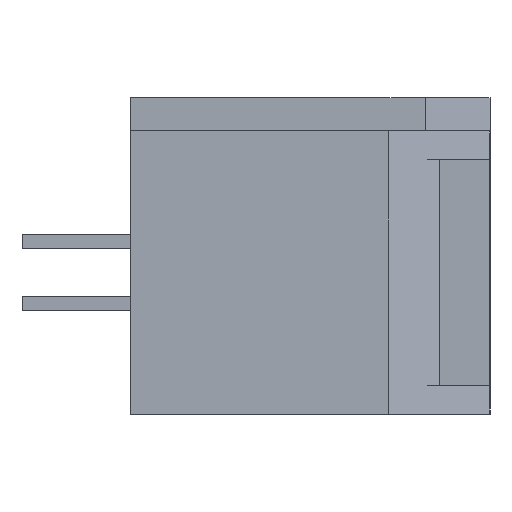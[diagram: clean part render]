
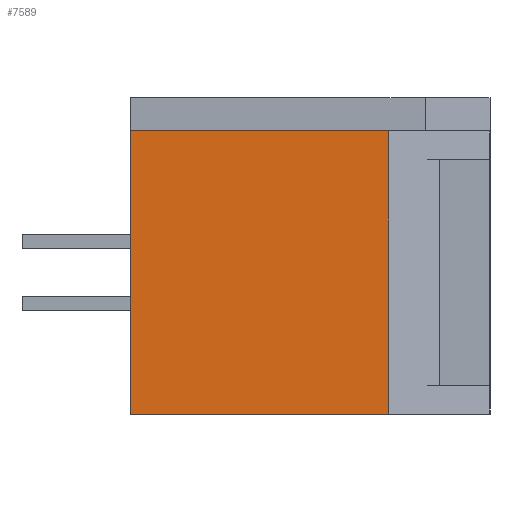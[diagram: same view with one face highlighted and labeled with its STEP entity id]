
A CAD part, left-side view. The second image highlights one B-rep face of the part: STEP entity #7589.
In plain terms, the highlighted planar face has unit normal (-1, 0, 0).
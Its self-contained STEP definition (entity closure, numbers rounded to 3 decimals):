
#759 = VECTOR ( 'NONE', #13401, 1000. ) ;
#1958 = LINE ( 'NONE', #6140, #4934 ) ;
#2158 = AXIS2_PLACEMENT_3D ( 'NONE', #2819, #12163, #12092 ) ;
#2819 = CARTESIAN_POINT ( 'NONE',  ( -15.05, 7.62, 3. ) ) ;
#3390 = CARTESIAN_POINT ( 'NONE',  ( -15.05, 2.145, -3. ) ) ;
#3584 = LINE ( 'NONE', #7560, #11408 ) ;
#3676 = CARTESIAN_POINT ( 'NONE',  ( -15.05, 2.145, 3. ) ) ;
#3766 = PLANE ( 'NONE',  #2158 ) ;
#4393 = CARTESIAN_POINT ( 'NONE',  ( -15.05, 7.62, -3. ) ) ;
#4807 = FACE_OUTER_BOUND ( 'NONE', #8861, .T. ) ;
#4934 = VECTOR ( 'NONE', #10341, 1000. ) ;
#5364 = EDGE_CURVE ( 'NONE', #7782, #9712, #9107, .T. ) ;
#5557 = DIRECTION ( 'NONE',  ( 0., 0., 1. ) ) ;
#6125 = CARTESIAN_POINT ( 'NONE',  ( -15.05, 7.62, 3. ) ) ;
#6140 = CARTESIAN_POINT ( 'NONE',  ( -15.05, 7.62, 3. ) ) ;
#6514 = CARTESIAN_POINT ( 'NONE',  ( -15.05, 7.62, -3. ) ) ;
#6586 = ORIENTED_EDGE ( 'NONE', *, *, #12133, .F. ) ;
#7509 = VERTEX_POINT ( 'NONE', #6514 ) ;
#7560 = CARTESIAN_POINT ( 'NONE',  ( -15.05, 2.145, 3. ) ) ;
#7589 = ADVANCED_FACE ( 'NONE', ( #4807 ), #3766, .F. ) ;
#7686 = ORIENTED_EDGE ( 'NONE', *, *, #5364, .F. ) ;
#7782 = VERTEX_POINT ( 'NONE', #8651 ) ;
#8651 = CARTESIAN_POINT ( 'NONE',  ( -15.05, 7.62, 3. ) ) ;
#8676 = DIRECTION ( 'NONE',  ( 0., -1., 0. ) ) ;
#8861 = EDGE_LOOP ( 'NONE', ( #13604, #9619, #7686, #6586 ) ) ;
#9107 = LINE ( 'NONE', #6125, #759 ) ;
#9619 = ORIENTED_EDGE ( 'NONE', *, *, #9979, .T. ) ;
#9712 = VERTEX_POINT ( 'NONE', #3676 ) ;
#9979 = EDGE_CURVE ( 'NONE', #11541, #9712, #3584, .T. ) ;
#10341 = DIRECTION ( 'NONE',  ( 0., 0., 1. ) ) ;
#10649 = LINE ( 'NONE', #4393, #11295 ) ;
#11295 = VECTOR ( 'NONE', #8676, 1000. ) ;
#11408 = VECTOR ( 'NONE', #5557, 1000. ) ;
#11541 = VERTEX_POINT ( 'NONE', #3390 ) ;
#12092 = DIRECTION ( 'NONE',  ( 0., 0., -1. ) ) ;
#12133 = EDGE_CURVE ( 'NONE', #7509, #7782, #1958, .T. ) ;
#12163 = DIRECTION ( 'NONE',  ( 1., 0., 0. ) ) ;
#12342 = EDGE_CURVE ( 'NONE', #7509, #11541, #10649, .T. ) ;
#13401 = DIRECTION ( 'NONE',  ( 0., -1., 0. ) ) ;
#13604 = ORIENTED_EDGE ( 'NONE', *, *, #12342, .T. ) ;
